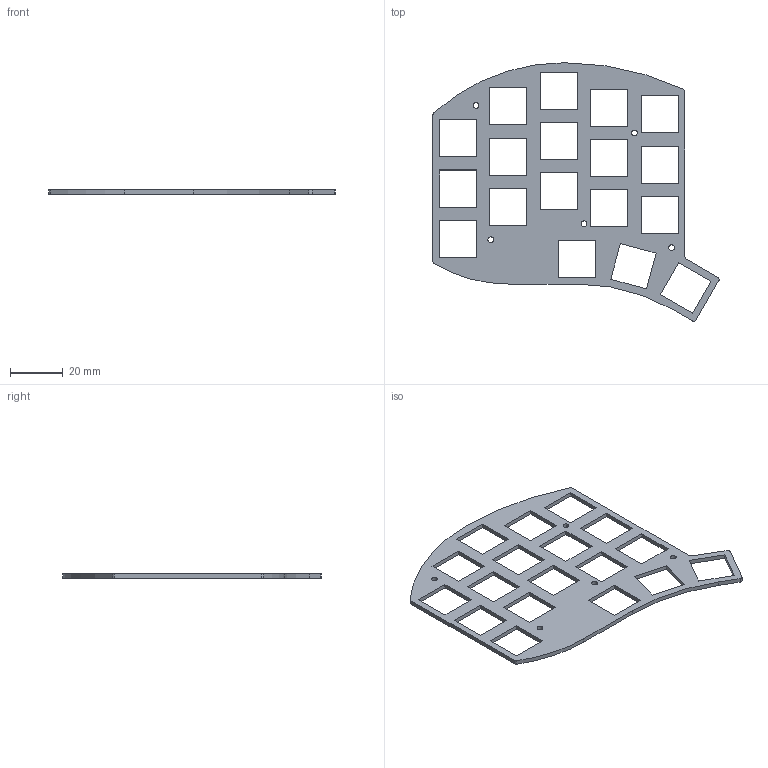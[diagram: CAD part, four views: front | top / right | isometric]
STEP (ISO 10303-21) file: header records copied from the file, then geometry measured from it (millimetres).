
FILE_DESCRIPTION(('KiCad electronic assembly'),'2;1');
FILE_NAME('swoop-switch-plate.step','2023-02-08T10:49:28',('Pcbnew'),( 'Kicad'),'Open CASCADE STEP processor 7.6','KiCad to STEP converter' ,'Unknown');
FILE_SCHEMA(('AUTOMOTIVE_DESIGN { 1 0 10303 214 1 1 1 1 }'));
Length unit declared in the file: millimetre
Products named in the file (2): swoop-switch-plate 1; swoop-switch-plate PCB
Assembly tree (1 placements, depth 2):
  swoop-switch-plate 1
    swoop-switch-plate PCB
Bounding box: 108.22 x 97.79 x 1.6 mm (x, y, z)
Volume: 6796.8 mm3; surface area: 10737.5 mm2
Topology: 1 solids, 1 shells, 97 faces, 285 edges, 190 vertices
Faces by surface type: plane 80, cylinder 17
Full cylindrical faces by diameter (mm): 2.2 x4
Entity records: 7033 total; most frequent: CARTESIAN_POINT 1148, DIRECTION 1083, LINE 783, VECTOR 783, ORIENTED_EDGE 570, PCURVE 570, DEFINITIONAL_REPRESENTATION 570, EDGE_CURVE 285
